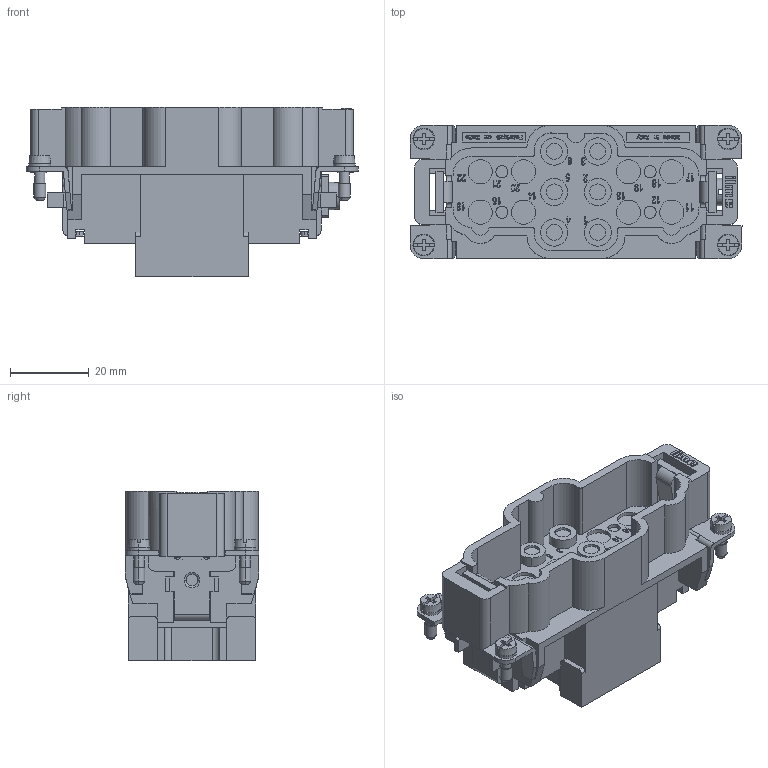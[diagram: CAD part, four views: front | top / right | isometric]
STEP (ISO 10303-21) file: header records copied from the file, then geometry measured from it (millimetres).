
FILE_DESCRIPTION(('Creo Elements/Direct Modeling STEP Export'),'2;1');
FILE_NAME('0ln7tug3tmnrhif2892','2015-11-13T15:46:12',(''),(''),'PTC Creo Elements/Direct Modeling STEP processor for AP214 (Solid Model)','PTC Creo Elements/Direct Modeling 19.0B 21-Mar-2015 (C) Parametric Technology GmbH','');
FILE_SCHEMA(('AUTOMOTIVE_DESIGN { 1 0 10303 214 1 1 1 1 }'));
Products named in the file (2): 54220_A_CXM_6-12
Assembly tree (1 placements, depth 2):
  54220_A_CXM_6-12
    54220_A_CXM_6-12
Bounding box: 84.5 x 34 x 43.12 mm (x, y, z)
Volume: 48472.2 mm3; surface area: 22301.7 mm2
Topology: 1 solids, 2 shells, 3578 faces, 10140 edges, 6741 vertices
Faces by surface type: plane 3323, cylinder 236, cone 16, torus 3
Entity records: 141385 total; most frequent: CARTESIAN_POINT 20537, ORIENTED_EDGE 20288, DIRECTION 17158, EDGE_CURVE 10140, VECTOR 9490, LINE 9490, VERTEX_POINT 6741, AXIS2_PLACEMENT_3D 3834
